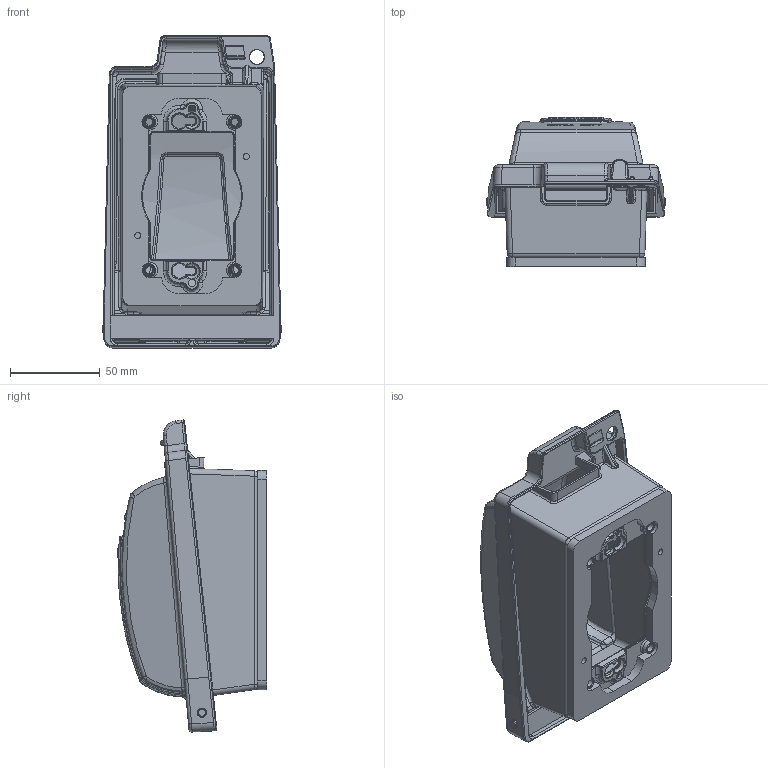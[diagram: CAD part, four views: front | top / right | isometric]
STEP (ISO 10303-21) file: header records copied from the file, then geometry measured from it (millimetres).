
FILE_DESCRIPTION (( 'STEP AP214' ), '1' );
FILE_NAME ('CATSTD-IUM1V-0GY-M01.STEP', '2022-05-04T11:56:12', ( '' ), ( '' ), 'SwSTEP 2.0', 'SolidWorks 2020', '' );
FILE_SCHEMA (( 'AUTOMOTIVE_DESIGN' ));
Length unit declared in the file: inch
Products named in the file (1): CATSTD-IUM1V-0GY-M01
Bounding box: 100 x 83.01 x 173.67 mm (x, y, z)
Volume: 133426.5 mm3; surface area: 121017.3 mm2
Topology: 2 solids, 2 shells, 2486 faces, 6528 edges, 4045 vertices
Faces by surface type: plane 1265, bspline 632, cylinder 515, cone 70, torus 4
Full cylindrical faces by diameter (mm): 3.5 x2, 5 x2, 5.2 x2
Entity records: 145562 total; most frequent: CARTESIAN_POINT 59556, ORIENTED_EDGE 12778, DIRECTION 8796, EDGE_CURVE 6389, VERTEX_POINT 4002, LINE 3602, VECTOR 3602, EDGE_LOOP 2637
